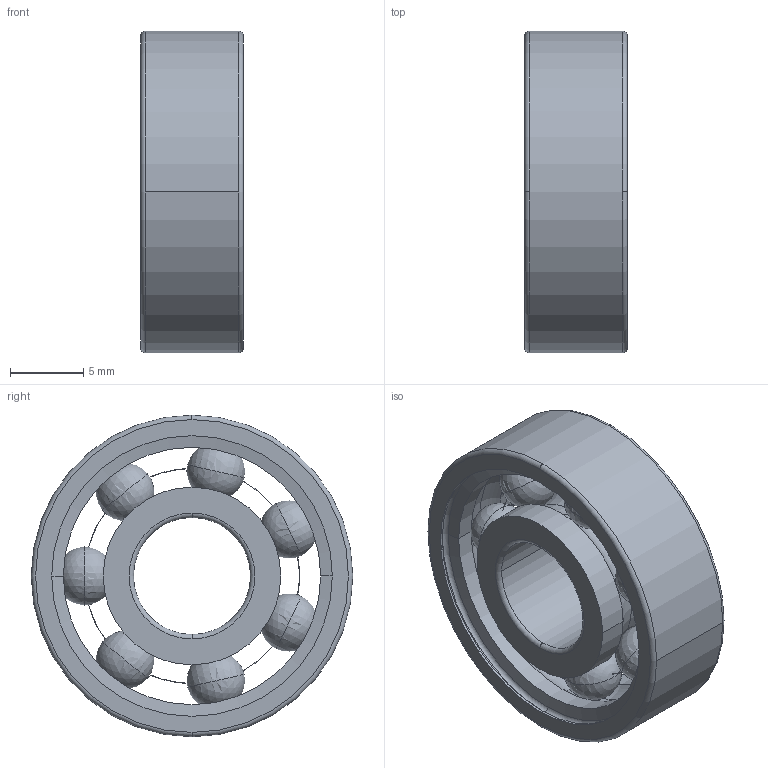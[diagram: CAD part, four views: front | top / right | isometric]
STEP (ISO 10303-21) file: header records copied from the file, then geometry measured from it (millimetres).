
FILE_DESCRIPTION(('STEP AP203'),'1');
FILE_NAME('skf_bearing_608_2.stp','2023-11-17T14:50:20',('TraceParts'),('TraceParts S.A.'),'Spatial InterOp 3D',' ',' ');
FILE_SCHEMA(('CONFIG_CONTROL_DESIGN'));
Length unit declared in the file: millimetre
Products named in the file (1): 1
Bounding box: 7 x 22 x 22 mm (x, y, z)
Volume: 1431.7 mm3; surface area: 2110.1 mm2
Topology: 3 solids, 3 shells, 76 faces, 208 edges, 122 vertices
Faces by surface type: torus 38, cylinder 16, sphere 14, cone 4, plane 4
Entity records: 2768 total; most frequent: CARTESIAN_POINT 857, DIRECTION 442, ORIENTED_EDGE 360, AXIS2_PLACEMENT_3D 211, EDGE_CURVE 180, CIRCLE 132, VERTEX_POINT 122, EDGE_LOOP 94
